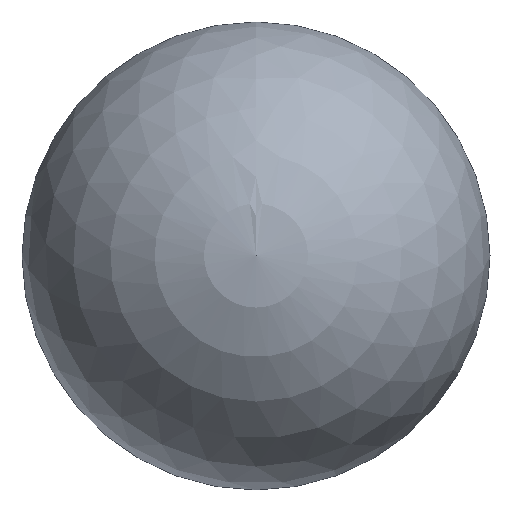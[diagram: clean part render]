
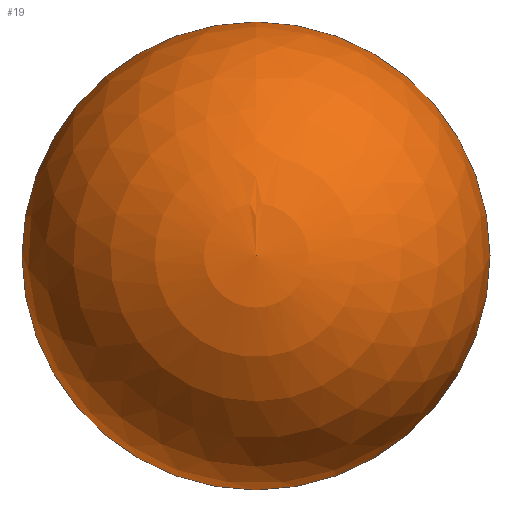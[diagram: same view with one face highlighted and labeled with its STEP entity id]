
A CAD part, top view. The second image highlights one B-rep face of the part: STEP entity #19.
In plain terms, the highlighted spherical face has radius 1000 mm.
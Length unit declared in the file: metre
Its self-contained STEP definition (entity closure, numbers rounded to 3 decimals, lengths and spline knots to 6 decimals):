
#4 = CIRCLE ( 'NONE', #54, 1. ) ;
#6 = DIRECTION ( 'NONE',  ( 0., 0., -1. ) ) ;
#9 = CARTESIAN_POINT ( 'NONE',  ( -1., 0., 0. ) ) ;
#11 = AXIS2_PLACEMENT_3D ( 'NONE', #50, #63, #84 ) ;
#14 = DIRECTION ( 'NONE',  ( 0., 1., 0. ) ) ;
#16 = DIRECTION ( 'NONE',  ( 0., 1., 0. ) ) ;
#19 = ADVANCED_FACE ( 'NONE', ( #56 ), #20, .T. ) ;
#20 = SPHERICAL_SURFACE ( 'NONE', #78, 1. ) ;
#28 = ORIENTED_EDGE ( 'NONE', *, *, #67, .F. ) ;
#30 = VERTEX_POINT ( 'NONE', #82 ) ;
#39 = CARTESIAN_POINT ( 'NONE',  ( 0., 0., 0. ) ) ;
#42 = CARTESIAN_POINT ( 'NONE',  ( 0., 0., 0. ) ) ;
#50 = CARTESIAN_POINT ( 'NONE',  ( 0., 0., 0. ) ) ;
#54 = AXIS2_PLACEMENT_3D ( 'NONE', #42, #87, #16 ) ;
#56 = FACE_OUTER_BOUND ( 'NONE', #81, .T. ) ;
#61 = VERTEX_POINT ( 'NONE', #9 ) ;
#63 = DIRECTION ( 'NONE',  ( 0., 0., 1. ) ) ;
#65 = EDGE_CURVE ( 'NONE', #30, #61, #90, .T. ) ;
#67 = EDGE_CURVE ( 'NONE', #30, #61, #4, .T. ) ;
#69 = ORIENTED_EDGE ( 'NONE', *, *, #65, .T. ) ;
#78 = AXIS2_PLACEMENT_3D ( 'NONE', #39, #6, #14 ) ;
#81 = EDGE_LOOP ( 'NONE', ( #28, #69 ) ) ;
#82 = CARTESIAN_POINT ( 'NONE',  ( 1., 0., 0. ) ) ;
#84 = DIRECTION ( 'NONE',  ( 1., 0., 0. ) ) ;
#87 = DIRECTION ( 'NONE',  ( 0., 0., -1. ) ) ;
#90 = CIRCLE ( 'NONE', #11, 1. ) ;
